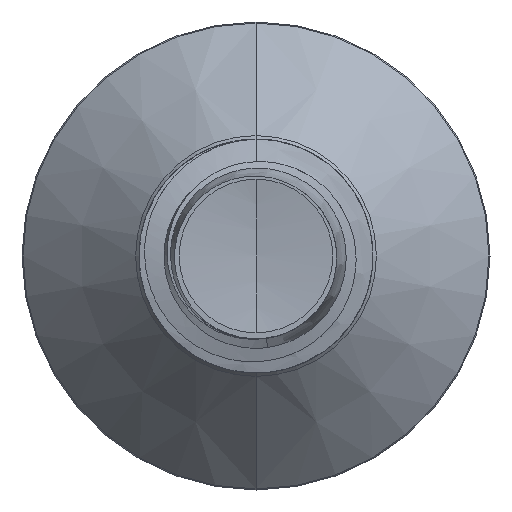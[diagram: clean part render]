
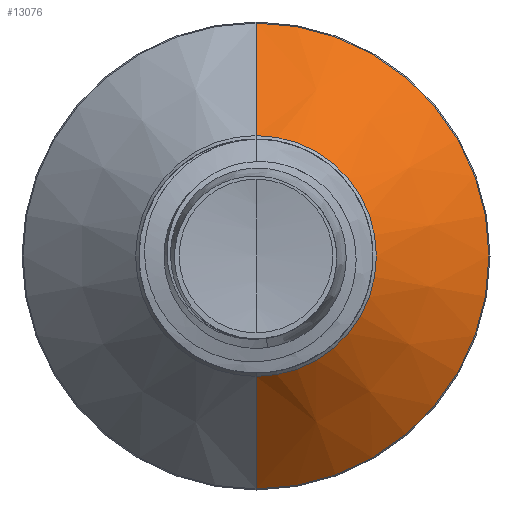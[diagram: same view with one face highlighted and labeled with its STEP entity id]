
A CAD part, front view. The second image highlights one B-rep face of the part: STEP entity #13076.
In plain terms, the highlighted conical face has half-angle 45 degrees and reference radius 3.088 mm.
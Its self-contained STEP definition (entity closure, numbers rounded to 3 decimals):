
#1720 = VERTEX_POINT ( 'NONE', #14697 ) ;
#3194 = VECTOR ( 'NONE', #27333, 1000. ) ;
#4432 = ORIENTED_EDGE ( 'NONE', *, *, #35229, .F. ) ;
#4761 = EDGE_CURVE ( 'NONE', #11748, #1720, #20502, .T. ) ;
#4778 = CARTESIAN_POINT ( 'NONE',  ( 0., 21.624, 5.974 ) ) ;
#4935 = VERTEX_POINT ( 'NONE', #4778 ) ;
#4987 = DIRECTION ( 'NONE',  ( 0., 0.707, -0.707 ) ) ;
#5116 = CARTESIAN_POINT ( 'NONE',  ( 0., 18.739, -3.089 ) ) ;
#5160 = CARTESIAN_POINT ( 'NONE',  ( 0., 18.739, 0. ) ) ;
#5433 = EDGE_LOOP ( 'NONE', ( #10446, #11157, #4432, #18051 ) ) ;
#7610 = CARTESIAN_POINT ( 'NONE',  ( 0., 18.739, -3.089 ) ) ;
#7701 = DIRECTION ( 'NONE',  ( 0., 1., 0. ) ) ;
#8110 = DIRECTION ( 'NONE',  ( 0., 0., 1. ) ) ;
#8712 = EDGE_CURVE ( 'NONE', #24843, #11748, #10297, .T. ) ;
#10297 = CIRCLE ( 'NONE', #30984, 3.089 ) ;
#10446 = ORIENTED_EDGE ( 'NONE', *, *, #8712, .T. ) ;
#11157 = ORIENTED_EDGE ( 'NONE', *, *, #4761, .T. ) ;
#11700 = CARTESIAN_POINT ( 'NONE',  ( 0., 18.739, 3.089 ) ) ;
#11748 = VERTEX_POINT ( 'NONE', #7610 ) ;
#12090 = FACE_OUTER_BOUND ( 'NONE', #5433, .T. ) ;
#13076 = ADVANCED_FACE ( 'NONE', ( #12090 ), #31740, .T. ) ;
#13710 = LINE ( 'NONE', #29876, #3194 ) ;
#14697 = CARTESIAN_POINT ( 'NONE',  ( 0., 21.624, -5.974 ) ) ;
#17035 = AXIS2_PLACEMENT_3D ( 'NONE', #33754, #28885, #31391 ) ;
#18051 = ORIENTED_EDGE ( 'NONE', *, *, #28630, .F. ) ;
#20502 = LINE ( 'NONE', #5116, #25578 ) ;
#23275 = AXIS2_PLACEMENT_3D ( 'NONE', #24807, #7701, #27434 ) ;
#24807 = CARTESIAN_POINT ( 'NONE',  ( 0., 21.624, 0. ) ) ;
#24843 = VERTEX_POINT ( 'NONE', #11700 ) ;
#25184 = DIRECTION ( 'NONE',  ( 0., 1., 0. ) ) ;
#25578 = VECTOR ( 'NONE', #4987, 1000. ) ;
#27333 = DIRECTION ( 'NONE',  ( 0., 0.707, 0.707 ) ) ;
#27434 = DIRECTION ( 'NONE',  ( 0., 0., 1. ) ) ;
#28630 = EDGE_CURVE ( 'NONE', #24843, #4935, #13710, .T. ) ;
#28885 = DIRECTION ( 'NONE',  ( 0., 1., 0. ) ) ;
#29876 = CARTESIAN_POINT ( 'NONE',  ( 0., 18.739, 3.089 ) ) ;
#30984 = AXIS2_PLACEMENT_3D ( 'NONE', #5160, #25184, #8110 ) ;
#31391 = DIRECTION ( 'NONE',  ( 0., 0., 1. ) ) ;
#31740 = CONICAL_SURFACE ( 'NONE', #17035, 3.089, 0.785 ) ;
#33692 = CIRCLE ( 'NONE', #23275, 5.974 ) ;
#33754 = CARTESIAN_POINT ( 'NONE',  ( 0., 18.739, 0. ) ) ;
#35229 = EDGE_CURVE ( 'NONE', #4935, #1720, #33692, .T. ) ;
